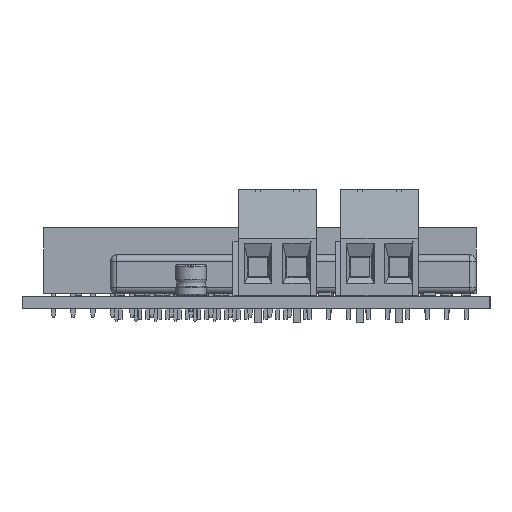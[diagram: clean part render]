
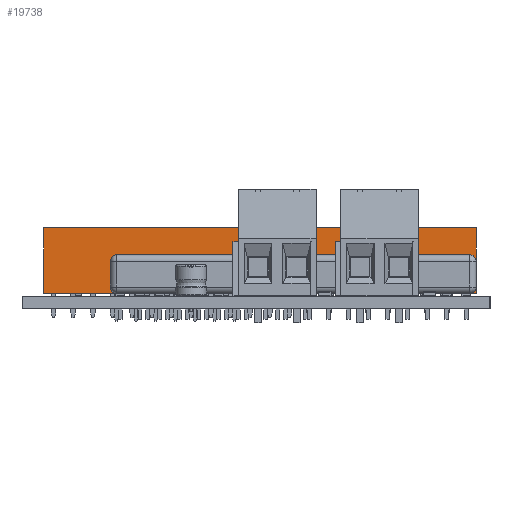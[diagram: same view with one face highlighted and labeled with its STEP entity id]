
A CAD part, left-side view. The second image highlights one B-rep face of the part: STEP entity #19738.
In plain terms, the highlighted face is planar.
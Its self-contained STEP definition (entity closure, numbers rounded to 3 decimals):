
#19738 = ADVANCED_FACE('',(#19739),#19773,.F.);
#19739 = FACE_BOUND('',#19740,.F.);
#19740 = EDGE_LOOP('',(#19741,#19751,#19759,#19767));
#19741 = ORIENTED_EDGE('',*,*,#19742,.T.);
#19742 = EDGE_CURVE('',#19743,#19745,#19747,.T.);
#19743 = VERTEX_POINT('',#19744);
#19744 = CARTESIAN_POINT('',(1.27,-54.61,0.));
#19745 = VERTEX_POINT('',#19746);
#19746 = CARTESIAN_POINT('',(1.27,-54.61,8.5));
#19747 = LINE('',#19748,#19749);
#19748 = CARTESIAN_POINT('',(1.27,-54.61,0.));
#19749 = VECTOR('',#19750,1.);
#19750 = DIRECTION('',(0.,0.,1.));
#19751 = ORIENTED_EDGE('',*,*,#19752,.T.);
#19752 = EDGE_CURVE('',#19745,#19753,#19755,.T.);
#19753 = VERTEX_POINT('',#19754);
#19754 = CARTESIAN_POINT('',(1.27,1.27,8.5));
#19755 = LINE('',#19756,#19757);
#19756 = CARTESIAN_POINT('',(1.27,-54.61,8.5));
#19757 = VECTOR('',#19758,1.);
#19758 = DIRECTION('',(0.,1.,0.));
#19759 = ORIENTED_EDGE('',*,*,#19760,.F.);
#19760 = EDGE_CURVE('',#19761,#19753,#19763,.T.);
#19761 = VERTEX_POINT('',#19762);
#19762 = CARTESIAN_POINT('',(1.27,1.27,0.));
#19763 = LINE('',#19764,#19765);
#19764 = CARTESIAN_POINT('',(1.27,1.27,0.));
#19765 = VECTOR('',#19766,1.);
#19766 = DIRECTION('',(0.,0.,1.));
#19767 = ORIENTED_EDGE('',*,*,#19768,.F.);
#19768 = EDGE_CURVE('',#19743,#19761,#19769,.T.);
#19769 = LINE('',#19770,#19771);
#19770 = CARTESIAN_POINT('',(1.27,-54.61,0.));
#19771 = VECTOR('',#19772,1.);
#19772 = DIRECTION('',(0.,1.,0.));
#19773 = PLANE('',#19774);
#19774 = AXIS2_PLACEMENT_3D('',#19775,#19776,#19777);
#19775 = CARTESIAN_POINT('',(1.27,-54.61,0.));
#19776 = DIRECTION('',(-1.,0.,0.));
#19777 = DIRECTION('',(0.,1.,0.));
